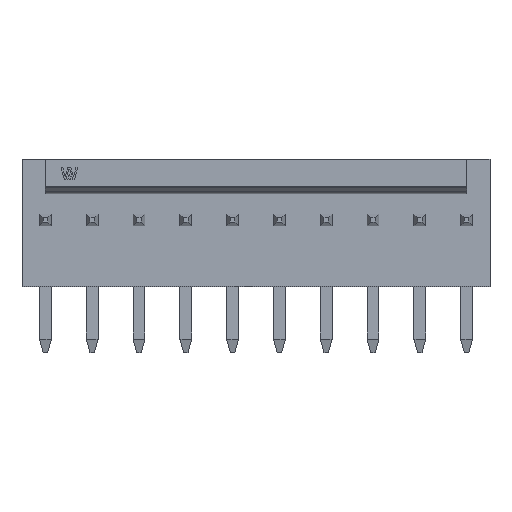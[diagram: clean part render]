
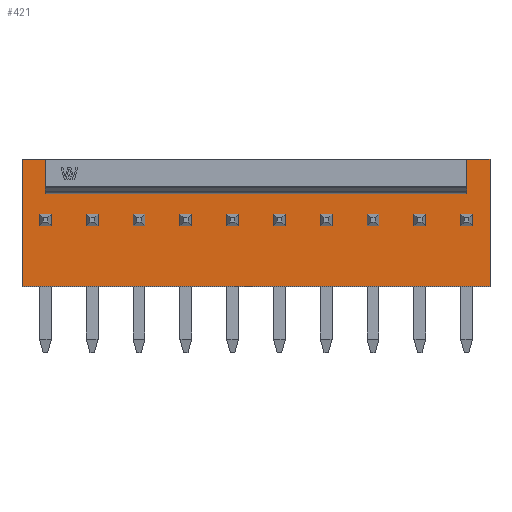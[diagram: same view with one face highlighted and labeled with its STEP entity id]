
A CAD part, top view. The second image highlights one B-rep face of the part: STEP entity #421.
In plain terms, the highlighted planar face has unit normal (0, 0, 1).
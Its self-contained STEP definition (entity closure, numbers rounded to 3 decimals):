
#331=CARTESIAN_POINT('',(-10.465,1.74,2.564));
#332=VERTEX_POINT('',#331);
#333=CARTESIAN_POINT('',(10.465,1.74,2.564));
#334=VERTEX_POINT('',#333);
#335=CARTESIAN_POINT('',(-10.465,1.74,2.564));
#336=DIRECTION('',(1.,0.,0.));
#337=VECTOR('',#336,20.931);
#338=LINE('',#335,#337);
#339=EDGE_CURVE('',#332,#334,#338,.T.);
#359=CARTESIAN_POINT('',(0.,9.552,2.564));
#360=DIRECTION('',(0.,-1.,0.));
#361=DIRECTION('',(-0.,0.,1.));
#362=AXIS2_PLACEMENT_3D('',#359,#361,#360);
#363=PLANE('',#362);
#364=ORIENTED_EDGE('',*,*,#339,.F.);
#365=CARTESIAN_POINT('',(-10.465,3.022,2.564));
#366=VERTEX_POINT('',#365);
#367=CARTESIAN_POINT('',(-10.465,1.74,2.564));
#368=DIRECTION('',(0.,1.,0.));
#369=VECTOR('',#368,1.282);
#370=LINE('',#367,#369);
#371=EDGE_CURVE('',#332,#366,#370,.T.);
#372=ORIENTED_EDGE('',*,*,#371,.T.);
#373=CARTESIAN_POINT('',(-11.628,3.022,2.564));
#374=VERTEX_POINT('',#373);
#375=CARTESIAN_POINT('',(-10.465,3.022,2.564));
#376=DIRECTION('',(-1.,0.,0.));
#377=VECTOR('',#376,1.163);
#378=LINE('',#375,#377);
#379=EDGE_CURVE('',#366,#374,#378,.T.);
#380=ORIENTED_EDGE('',*,*,#379,.T.);
#381=CARTESIAN_POINT('',(-11.628,-3.296,2.564));
#382=VERTEX_POINT('',#381);
#383=CARTESIAN_POINT('',(-11.628,3.022,2.564));
#384=DIRECTION('',(0.,-1.,0.));
#385=VECTOR('',#384,6.318);
#386=LINE('',#383,#385);
#387=EDGE_CURVE('',#374,#382,#386,.T.);
#388=ORIENTED_EDGE('',*,*,#387,.T.);
#389=CARTESIAN_POINT('',(11.628,-3.296,2.564));
#390=VERTEX_POINT('',#389);
#391=CARTESIAN_POINT('',(-11.628,-3.296,2.564));
#392=DIRECTION('',(1.,0.,0.));
#393=VECTOR('',#392,23.256);
#394=LINE('',#391,#393);
#395=EDGE_CURVE('',#382,#390,#394,.T.);
#396=ORIENTED_EDGE('',*,*,#395,.T.);
#397=CARTESIAN_POINT('',(11.628,3.022,2.564));
#398=VERTEX_POINT('',#397);
#399=CARTESIAN_POINT('',(11.628,-3.296,2.564));
#400=DIRECTION('',(0.,1.,0.));
#401=VECTOR('',#400,6.318);
#402=LINE('',#399,#401);
#403=EDGE_CURVE('',#390,#398,#402,.T.);
#404=ORIENTED_EDGE('',*,*,#403,.T.);
#405=CARTESIAN_POINT('',(10.465,3.022,2.564));
#406=VERTEX_POINT('',#405);
#407=CARTESIAN_POINT('',(11.628,3.022,2.564));
#408=DIRECTION('',(-1.,0.,0.));
#409=VECTOR('',#408,1.163);
#410=LINE('',#407,#409);
#411=EDGE_CURVE('',#398,#406,#410,.T.);
#412=ORIENTED_EDGE('',*,*,#411,.T.);
#413=CARTESIAN_POINT('',(10.465,3.022,2.564));
#414=DIRECTION('',(0.,-1.,0.));
#415=VECTOR('',#414,1.282);
#416=LINE('',#413,#415);
#417=EDGE_CURVE('',#406,#334,#416,.T.);
#418=ORIENTED_EDGE('',*,*,#417,.T.);
#419=EDGE_LOOP('',(#364,#372,#380,#388,#396,#404,#412,#418));
#420=FACE_OUTER_BOUND('',#419,.T.);
#421=ADVANCED_FACE('',(#420),#363,.T.);
